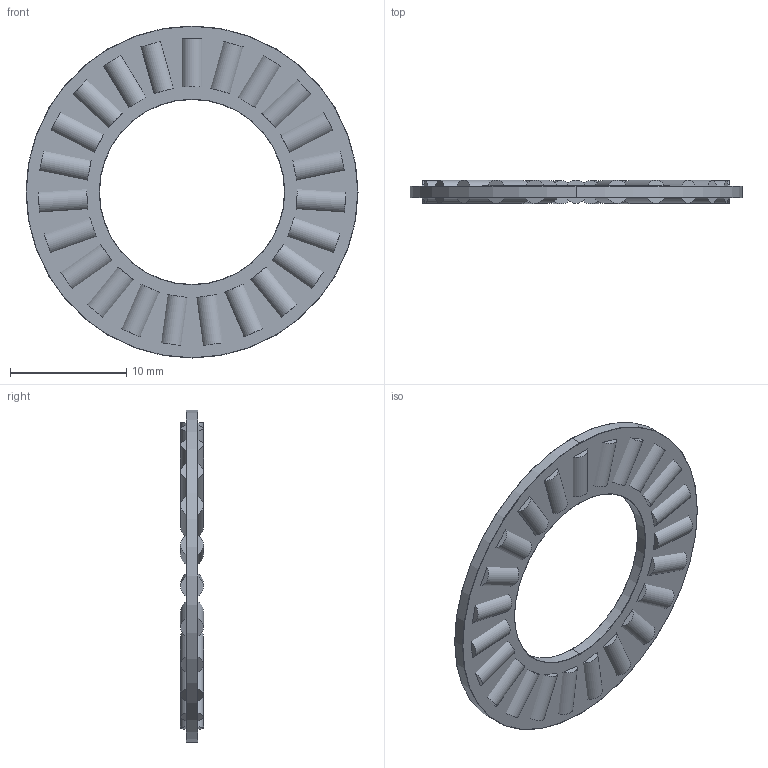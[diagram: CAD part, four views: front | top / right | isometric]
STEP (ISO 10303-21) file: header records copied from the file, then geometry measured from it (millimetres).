
FILE_DESCRIPTION (( 'STEP AP203' ), '1' );
FILE_NAME ('5909K32.STEP', '2017-08-21T13:17:48', ( '' ), ( '' ), 'SwSTEP 2.0', 'SolidWorks 2016', '' );
FILE_SCHEMA (( 'CONFIG_CONTROL_DESIGN' ));
Length unit declared in the file: inch
Products named in the file (1): 5909K32
Bounding box: 28.57 x 1.98 x 28.57 mm (x, y, z)
Volume: 554.5 mm3; surface area: 1716.7 mm2
Topology: 24 solids, 24 shells, 221 faces, 511 edges, 338 vertices
Faces by surface type: cylinder 119, plane 94, torus 8
Entity records: 6504 total; most frequent: DIRECTION 1209, CARTESIAN_POINT 1071, ORIENTED_EDGE 1022, EDGE_CURVE 511, AXIS2_PLACEMENT_3D 476, VERTEX_POINT 338, EDGE_LOOP 269, VECTOR 257
